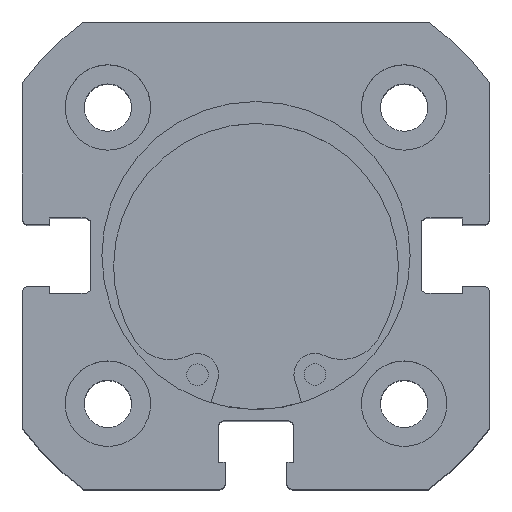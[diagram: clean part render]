
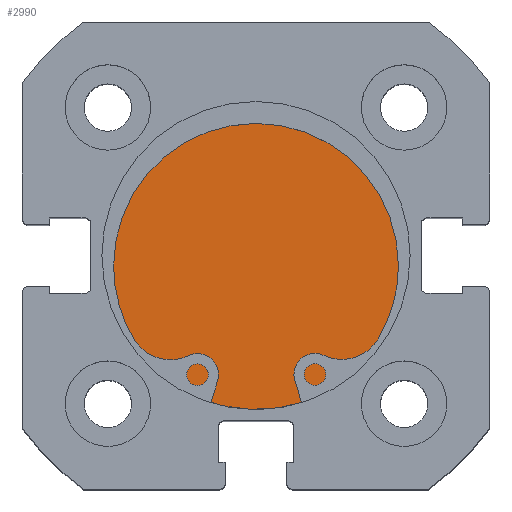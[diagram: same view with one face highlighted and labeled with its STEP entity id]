
A CAD part, top view. The second image highlights one B-rep face of the part: STEP entity #2990.
In plain terms, the highlighted face is planar.
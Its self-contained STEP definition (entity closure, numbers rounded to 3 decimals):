
#92 = DIRECTION ( 'NONE',  ( 0., 0., 1. ) ) ;
#93 = DIRECTION ( 'NONE',  ( -1., 0., 0. ) ) ;
#96 = CARTESIAN_POINT ( 'NONE',  ( 6., 0., 0. ) ) ;
#522 = FACE_OUTER_BOUND ( 'NONE', #2073, .T. ) ;
#1042 = DIRECTION ( 'NONE',  ( 0., 0., 1. ) ) ;
#1043 = DIRECTION ( 'NONE',  ( -1., 0., 0. ) ) ;
#1044 = CARTESIAN_POINT ( 'NONE',  ( 6., 0., 0. ) ) ;
#1164 = CIRCLE ( 'NONE', #2843, 13.5 ) ;
#1515 = CIRCLE ( 'NONE', #2757, 13.5 ) ;
#2073 = EDGE_LOOP ( 'NONE', ( #5142, #5140 ) ) ;
#2245 = VERTEX_POINT ( 'NONE', #4326 ) ;
#2246 = VERTEX_POINT ( 'NONE', #4325 ) ;
#2324 = AXIS2_PLACEMENT_3D ( 'NONE', #3938, #4131, #4128 ) ;
#2757 = AXIS2_PLACEMENT_3D ( 'NONE', #1044, #1043, #1042 ) ;
#2843 = AXIS2_PLACEMENT_3D ( 'NONE', #96, #93, #92 ) ;
#2990 = ADVANCED_FACE ( 'NONE', ( #522 ), #4138, .F. ) ;
#3938 = CARTESIAN_POINT ( 'NONE',  ( 6., 13.5, 0. ) ) ;
#4128 = DIRECTION ( 'NONE',  ( 0., 0., 1. ) ) ;
#4131 = DIRECTION ( 'NONE',  ( -1., 0., 0. ) ) ;
#4138 = PLANE ( 'NONE',  #2324 ) ;
#4325 = CARTESIAN_POINT ( 'NONE',  ( 6., 0., -13.5 ) ) ;
#4326 = CARTESIAN_POINT ( 'NONE',  ( 6., 0., 13.5 ) ) ;
#4555 = EDGE_CURVE ( 'NONE', #2246, #2245, #1515, .T. ) ;
#4722 = EDGE_CURVE ( 'NONE', #2245, #2246, #1164, .T. ) ;
#5140 = ORIENTED_EDGE ( 'NONE', *, *, #4555, .F. ) ;
#5142 = ORIENTED_EDGE ( 'NONE', *, *, #4722, .F. ) ;
